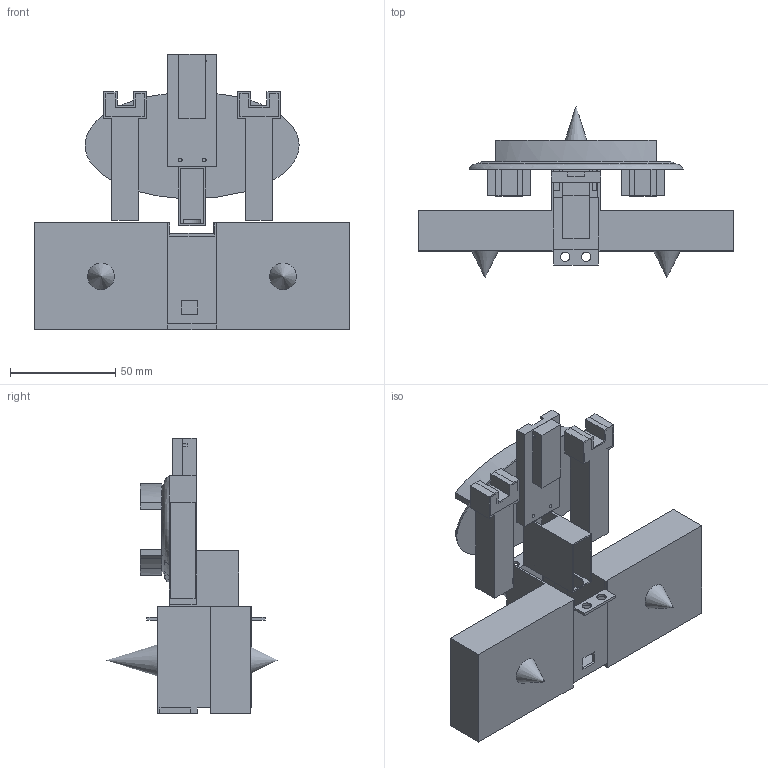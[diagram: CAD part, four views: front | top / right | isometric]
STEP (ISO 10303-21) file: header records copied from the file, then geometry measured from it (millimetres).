
FILE_DESCRIPTION(/* description */ ('','CAx-IF Rec.Pracs.---Representation and Presentation of Product Manufacturing Information (PMI)---4.0---2014-10-13'),/* implementation_level */ '2;1');
FILE_NAME(/* name */ 'Assembly.step',/* time_stamp */ '2025-03-25T20:44:50-04:00',/* author */ (''),/* organization */ (''),/* preprocessor_version */ 'ST-DEVELOPER v20',/* originating_system */ 'Autodesk Translation Framework v13.20.0.188',/* authorisation */ '');
FILE_SCHEMA (('AP242_MANAGED_MODEL_BASED_3D_ENGINEERING_MIM_LF { 1 0 10303 442 1 1 4 }'));
Length unit declared in the file: inch
Products named in the file (7): Untitled; Apex 2; Component2; Aperx; Component1; Untitled_1; Component1_1
Assembly tree (6 placements, depth 3):
  Untitled
    Apex 2
      Component2
    Aperx
      Component1
    Untitled_1
      Component1_1
Bounding box: 149.86 x 81.38 x 130.91 mm (x, y, z)
Volume: 160723.2 mm3; surface area: 72428.4 mm2
Topology: 8 solids, 14 shells, 302 faces, 770 edges, 485 vertices
Faces by surface type: plane 227, bspline 51, cylinder 14, cone 10
Full cylindrical faces by diameter (mm): 1.88 x4, 4.5 x4
Entity records: 12140 total; most frequent: CARTESIAN_POINT 4875, ORIENTED_EDGE 1528, DIRECTION 1326, EDGE_CURVE 764, LINE 594, VECTOR 594, VERTEX_POINT 485, AXIS2_PLACEMENT_3D 366
